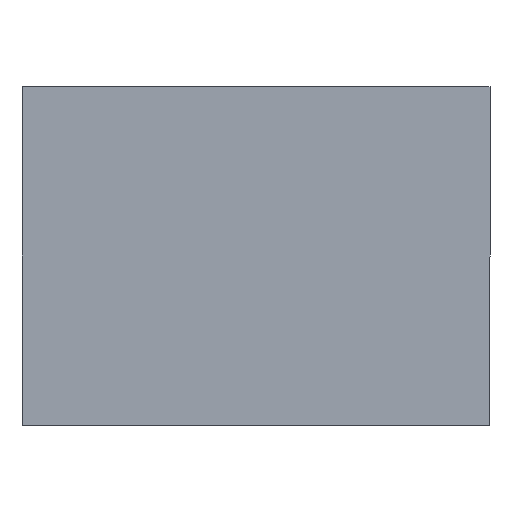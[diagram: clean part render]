
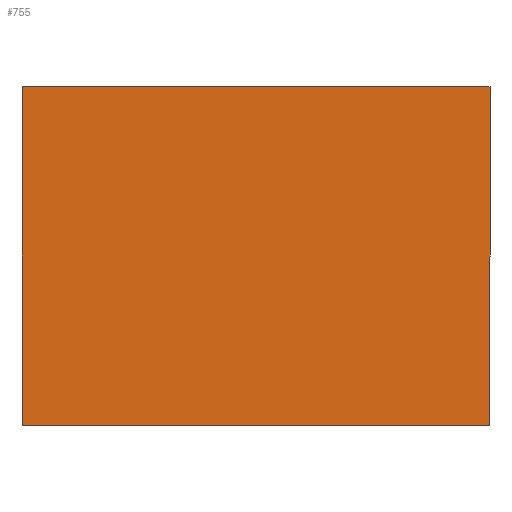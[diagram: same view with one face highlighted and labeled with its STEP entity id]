
A CAD part, front view. The second image highlights one B-rep face of the part: STEP entity #755.
In plain terms, the highlighted planar face has unit normal (0, -1, 0).
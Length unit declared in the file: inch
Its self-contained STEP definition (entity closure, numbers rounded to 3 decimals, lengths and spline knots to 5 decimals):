
#317 = EDGE_CURVE ( 'NONE', #330, #436, #1299, .T. ) ;
#329 = EDGE_CURVE ( 'NONE', #335, #330, #1354, .T. ) ;
#330 = VERTEX_POINT ( 'NONE', #1279 ) ;
#335 = VERTEX_POINT ( 'NONE', #1330 ) ;
#356 = EDGE_CURVE ( 'NONE', #436, #435, #1290, .T. ) ;
#371 = EDGE_CURVE ( 'NONE', #435, #335, #1462, .T. ) ;
#435 = VERTEX_POINT ( 'NONE', #1566 ) ;
#436 = VERTEX_POINT ( 'NONE', #1574 ) ;
#624 = ORIENTED_EDGE ( 'NONE', *, *, #371, .T. ) ;
#640 = ORIENTED_EDGE ( 'NONE', *, *, #329, .T. ) ;
#646 = ORIENTED_EDGE ( 'NONE', *, *, #317, .T. ) ;
#755 = ADVANCED_FACE ( 'NONE', ( #2061 ), #2067, .F. ) ;
#756 = ORIENTED_EDGE ( 'NONE', *, *, #356, .T. ) ;
#758 = EDGE_LOOP ( 'NONE', ( #756, #624, #640, #646 ) ) ;
#1279 = CARTESIAN_POINT ( 'NONE',  ( 9.30784, -5.14, 6.72284 ) ) ;
#1280 = DIRECTION ( 'NONE',  ( 0., 0., 1. ) ) ;
#1281 = VECTOR ( 'NONE', #1280, 39.37008 ) ;
#1282 = CARTESIAN_POINT ( 'NONE',  ( 9.30784, -5.14, -6.72284 ) ) ;
#1286 = DIRECTION ( 'NONE',  ( 0., 0., -1. ) ) ;
#1287 = VECTOR ( 'NONE', #1286, 39.37008 ) ;
#1288 = CARTESIAN_POINT ( 'NONE',  ( -9.30784, -5.14, -6.72284 ) ) ;
#1290 = LINE ( 'NONE', #1288, #1287 ) ;
#1296 = DIRECTION ( 'NONE',  ( -1., 0., 0. ) ) ;
#1297 = VECTOR ( 'NONE', #1296, 39.37008 ) ;
#1298 = CARTESIAN_POINT ( 'NONE',  ( -9.30784, -5.14, 6.72284 ) ) ;
#1299 = LINE ( 'NONE', #1298, #1297 ) ;
#1330 = CARTESIAN_POINT ( 'NONE',  ( 9.30784, -5.14, -6.72284 ) ) ;
#1354 = LINE ( 'NONE', #1282, #1281 ) ;
#1459 = DIRECTION ( 'NONE',  ( 1., 0., 0. ) ) ;
#1460 = VECTOR ( 'NONE', #1459, 39.37008 ) ;
#1461 = CARTESIAN_POINT ( 'NONE',  ( -9.30784, -5.14, -6.72284 ) ) ;
#1462 = LINE ( 'NONE', #1461, #1460 ) ;
#1566 = CARTESIAN_POINT ( 'NONE',  ( -9.30784, -5.14, -6.72284 ) ) ;
#1574 = CARTESIAN_POINT ( 'NONE',  ( -9.30784, -5.14, 6.72284 ) ) ;
#2061 = FACE_OUTER_BOUND ( 'NONE', #758, .T. ) ;
#2067 = PLANE ( 'NONE',  #2090 ) ;
#2087 = DIRECTION ( 'NONE',  ( 0., 0., 1. ) ) ;
#2088 = DIRECTION ( 'NONE',  ( 0., 1., 0. ) ) ;
#2089 = CARTESIAN_POINT ( 'NONE',  ( -9.239, -5.14, 6.654 ) ) ;
#2090 = AXIS2_PLACEMENT_3D ( 'NONE', #2089, #2088, #2087 ) ;
